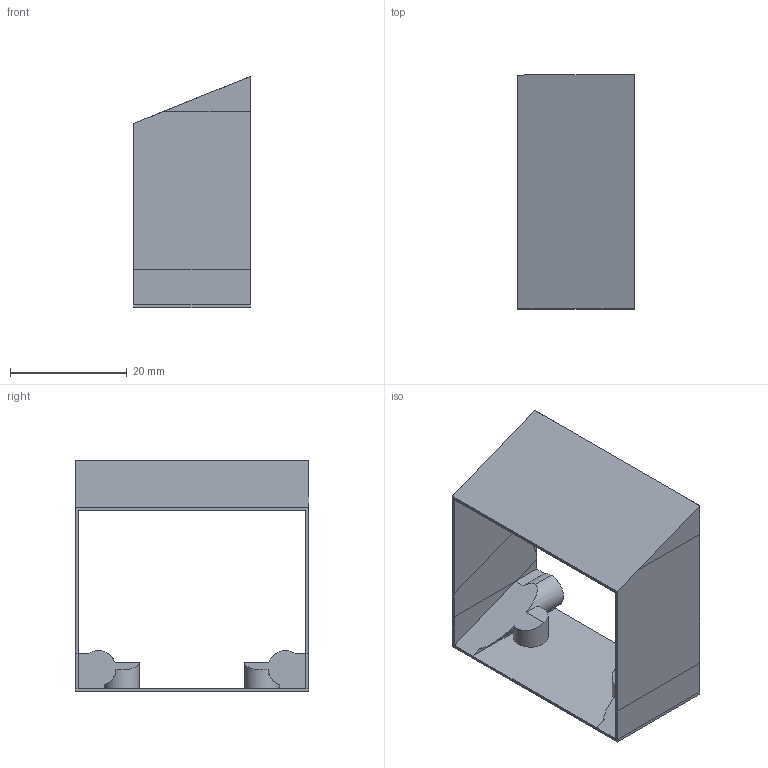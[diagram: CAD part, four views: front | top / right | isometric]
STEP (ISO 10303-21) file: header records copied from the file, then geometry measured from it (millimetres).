
FILE_DESCRIPTION(('FreeCAD Model'),'2;1');
FILE_NAME('Open CASCADE Shape Model','2026-02-17T23:18:32',(''),(''), 'Open CASCADE STEP processor 7.6','FreeCAD','Unknown');
FILE_SCHEMA(('AUTOMOTIVE_DESIGN { 1 0 10303 214 1 1 1 1 }'));
Length unit declared in the file: millimetre
Products named in the file (1): NF-A4x20 Shroud
Bounding box: 20 x 40 x 39.58 mm (x, y, z)
Volume: 3013.5 mm3; surface area: 6532.5 mm2
Topology: 1 solids, 1 shells, 73 faces, 174 edges, 101 vertices
Faces by surface type: plane 59, cylinder 12, cone 2
Entity records: 5585 total; most frequent: CARTESIAN_POINT 2142, DIRECTION 607, LINE 361, VECTOR 361, ORIENTED_EDGE 352, PCURVE 348, DEFINITIONAL_REPRESENTATION 348, EDGE_CURVE 174
